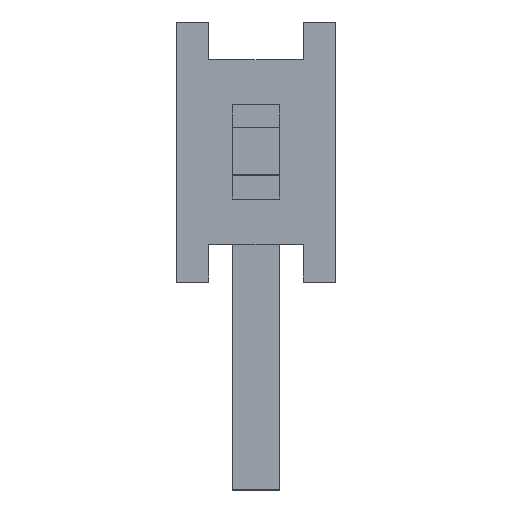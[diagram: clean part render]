
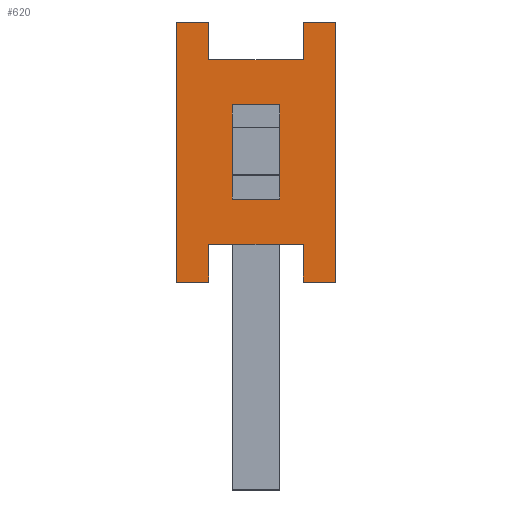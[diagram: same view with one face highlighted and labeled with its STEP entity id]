
A CAD part, top view. The second image highlights one B-rep face of the part: STEP entity #620.
In plain terms, the highlighted planar face has unit normal (0, 0, 1).
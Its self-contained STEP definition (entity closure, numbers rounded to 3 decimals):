
#72=DIRECTION('',(0.,-1.,0.));
#73=VECTOR('',#72,3.505);
#74=CARTESIAN_POINT('',(-1.067,1.753,0.));
#75=LINE('',#74,#73);
#104=DIRECTION('',(0.,-1.,0.));
#105=VECTOR('',#104,0.508);
#106=CARTESIAN_POINT('',(-0.635,1.753,0.));
#107=LINE('',#106,#105);
#108=DIRECTION('',(1.,0.,0.));
#109=VECTOR('',#108,1.27);
#110=CARTESIAN_POINT('',(-0.635,1.245,0.));
#111=LINE('',#110,#109);
#112=DIRECTION('',(0.,-1.,0.));
#113=VECTOR('',#112,0.508);
#114=CARTESIAN_POINT('',(0.635,1.753,0.));
#115=LINE('',#114,#113);
#116=DIRECTION('',(1.,0.,0.));
#117=VECTOR('',#116,0.432);
#118=CARTESIAN_POINT('',(0.635,1.753,0.));
#119=LINE('',#118,#117);
#120=DIRECTION('',(0.,1.,0.));
#121=VECTOR('',#120,0.508);
#122=CARTESIAN_POINT('',(0.635,-1.753,0.));
#123=LINE('',#122,#121);
#124=DIRECTION('',(-1.,0.,0.));
#125=VECTOR('',#124,1.27);
#126=CARTESIAN_POINT('',(0.635,-1.245,0.));
#127=LINE('',#126,#125);
#128=DIRECTION('',(0.,1.,0.));
#129=VECTOR('',#128,0.508);
#130=CARTESIAN_POINT('',(-0.635,-1.753,0.));
#131=LINE('',#130,#129);
#132=DIRECTION('',(1.,0.,0.));
#133=VECTOR('',#132,0.432);
#134=CARTESIAN_POINT('',(-1.067,1.753,0.));
#135=LINE('',#134,#133);
#136=DIRECTION('',(0.,-1.,0.));
#137=VECTOR('',#136,1.27);
#138=CARTESIAN_POINT('',(0.318,0.635,0.));
#139=LINE('',#138,#137);
#140=DIRECTION('',(1.,0.,0.));
#141=VECTOR('',#140,0.635);
#142=CARTESIAN_POINT('',(-0.318,0.635,0.));
#143=LINE('',#142,#141);
#144=DIRECTION('',(0.,-1.,0.));
#145=VECTOR('',#144,1.27);
#146=CARTESIAN_POINT('',(-0.318,0.635,0.));
#147=LINE('',#146,#145);
#148=DIRECTION('',(1.,0.,0.));
#149=VECTOR('',#148,0.635);
#150=CARTESIAN_POINT('',(-0.318,-0.635,0.));
#151=LINE('',#150,#149);
#248=DIRECTION('',(1.,0.,0.));
#249=VECTOR('',#248,0.432);
#250=CARTESIAN_POINT('',(0.635,-1.753,0.));
#251=LINE('',#250,#249);
#256=DIRECTION('',(1.,0.,0.));
#257=VECTOR('',#256,0.432);
#258=CARTESIAN_POINT('',(-1.067,-1.753,0.));
#259=LINE('',#258,#257);
#260=DIRECTION('',(0.,-1.,0.));
#261=VECTOR('',#260,3.505);
#262=CARTESIAN_POINT('',(1.067,1.753,0.));
#263=LINE('',#262,#261);
#436=CARTESIAN_POINT('',(-1.067,1.753,0.));
#437=CARTESIAN_POINT('',(-1.067,-1.753,0.));
#438=VERTEX_POINT('',#436);
#439=VERTEX_POINT('',#437);
#452=CARTESIAN_POINT('',(1.067,1.753,0.));
#453=CARTESIAN_POINT('',(1.067,-1.753,0.));
#454=VERTEX_POINT('',#452);
#455=VERTEX_POINT('',#453);
#508=CARTESIAN_POINT('',(0.318,0.635,0.));
#509=CARTESIAN_POINT('',(0.318,-0.635,0.));
#510=VERTEX_POINT('',#508);
#511=VERTEX_POINT('',#509);
#512=CARTESIAN_POINT('',(-0.318,0.635,0.));
#513=CARTESIAN_POINT('',(-0.318,-0.635,0.));
#514=VERTEX_POINT('',#512);
#515=VERTEX_POINT('',#513);
#524=CARTESIAN_POINT('',(-0.635,1.753,0.));
#525=CARTESIAN_POINT('',(-0.635,1.245,0.));
#526=VERTEX_POINT('',#524);
#527=VERTEX_POINT('',#525);
#528=CARTESIAN_POINT('',(0.635,1.245,0.));
#529=VERTEX_POINT('',#528);
#530=CARTESIAN_POINT('',(0.635,1.753,0.));
#531=VERTEX_POINT('',#530);
#532=CARTESIAN_POINT('',(0.635,-1.753,0.));
#533=CARTESIAN_POINT('',(0.635,-1.245,0.));
#534=VERTEX_POINT('',#532);
#535=VERTEX_POINT('',#533);
#536=CARTESIAN_POINT('',(-0.635,-1.245,0.));
#537=VERTEX_POINT('',#536);
#538=CARTESIAN_POINT('',(-0.635,-1.753,0.));
#539=VERTEX_POINT('',#538);
#580=CARTESIAN_POINT('',(-1.067,1.753,0.));
#581=DIRECTION('',(0.,0.,1.));
#582=DIRECTION('',(0.,-1.,0.));
#583=AXIS2_PLACEMENT_3D('',#580,#581,#582);
#584=PLANE('',#583);
#586=ORIENTED_EDGE('',*,*,#585,.T.);
#588=ORIENTED_EDGE('',*,*,#587,.T.);
#590=ORIENTED_EDGE('',*,*,#589,.F.);
#592=ORIENTED_EDGE('',*,*,#591,.T.);
#594=ORIENTED_EDGE('',*,*,#593,.T.);
#596=ORIENTED_EDGE('',*,*,#595,.F.);
#598=ORIENTED_EDGE('',*,*,#597,.T.);
#600=ORIENTED_EDGE('',*,*,#599,.T.);
#602=ORIENTED_EDGE('',*,*,#601,.F.);
#604=ORIENTED_EDGE('',*,*,#603,.F.);
#605=ORIENTED_EDGE('',*,*,#561,.F.);
#607=ORIENTED_EDGE('',*,*,#606,.T.);
#608=EDGE_LOOP('',(#586,#588,#590,#592,#594,#596,#598,#600,#602,#604,#605,
#607));
#609=FACE_OUTER_BOUND('',#608,.F.);
#611=ORIENTED_EDGE('',*,*,#610,.F.);
#613=ORIENTED_EDGE('',*,*,#612,.F.);
#615=ORIENTED_EDGE('',*,*,#614,.T.);
#617=ORIENTED_EDGE('',*,*,#616,.T.);
#618=EDGE_LOOP('',(#611,#613,#615,#617));
#619=FACE_BOUND('',#618,.F.);
#620=ADVANCED_FACE('',(#609,#619),#584,.T.);
#561=EDGE_CURVE('',#438,#439,#75,.T.);
#585=EDGE_CURVE('',#526,#527,#107,.T.);
#587=EDGE_CURVE('',#527,#529,#111,.T.);
#589=EDGE_CURVE('',#531,#529,#115,.T.);
#591=EDGE_CURVE('',#531,#454,#119,.T.);
#593=EDGE_CURVE('',#454,#455,#263,.T.);
#595=EDGE_CURVE('',#534,#455,#251,.T.);
#597=EDGE_CURVE('',#534,#535,#123,.T.);
#599=EDGE_CURVE('',#535,#537,#127,.T.);
#601=EDGE_CURVE('',#539,#537,#131,.T.);
#603=EDGE_CURVE('',#439,#539,#259,.T.);
#606=EDGE_CURVE('',#438,#526,#135,.T.);
#610=EDGE_CURVE('',#510,#511,#139,.T.);
#612=EDGE_CURVE('',#514,#510,#143,.T.);
#614=EDGE_CURVE('',#514,#515,#147,.T.);
#616=EDGE_CURVE('',#515,#511,#151,.T.);
